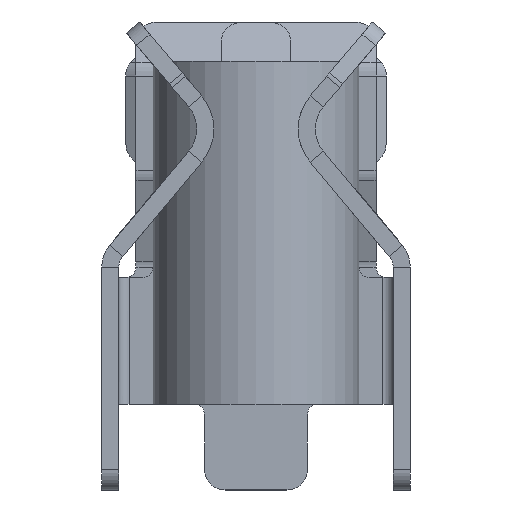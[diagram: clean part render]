
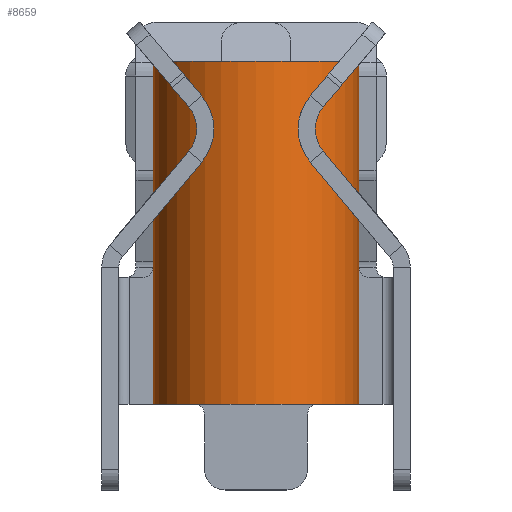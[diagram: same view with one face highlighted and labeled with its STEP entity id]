
A CAD part, front view. The second image highlights one B-rep face of the part: STEP entity #8659.
In plain terms, the highlighted cylindrical face has radius 3 mm (diameter 6 mm), a partial arc.
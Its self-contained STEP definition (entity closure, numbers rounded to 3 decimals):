
#26 = EDGE_CURVE ( 'NONE', #10938, #6779, #8377, .T. ) ;
#46 = DIRECTION ( 'NONE',  ( 0., 0., -1. ) ) ;
#940 = DIRECTION ( 'NONE',  ( -1., 0., 0. ) ) ;
#1555 = DIRECTION ( 'NONE',  ( -1., 0., 0. ) ) ;
#1590 = EDGE_CURVE ( 'NONE', #3582, #6779, #7785, .T. ) ;
#1654 = EDGE_LOOP ( 'NONE', ( #10825, #8342, #7163, #3357 ) ) ;
#1758 = EDGE_CURVE ( 'NONE', #4724, #3582, #2050, .T. ) ;
#1805 = CARTESIAN_POINT ( 'NONE',  ( -3., -6.952, 10. ) ) ;
#1882 = CARTESIAN_POINT ( 'NONE',  ( 0., -6.952, 10. ) ) ;
#2018 = LINE ( 'NONE', #6571, #3665 ) ;
#2050 = CIRCLE ( 'NONE', #3414, 3. ) ;
#2100 = DIRECTION ( 'NONE',  ( -1., 0., 0. ) ) ;
#2170 = CARTESIAN_POINT ( 'NONE',  ( 0., -6.952, 0. ) ) ;
#2264 = CARTESIAN_POINT ( 'NONE',  ( 3., -6.952, 10. ) ) ;
#3070 = DIRECTION ( 'NONE',  ( 0., 0., -1. ) ) ;
#3295 = AXIS2_PLACEMENT_3D ( 'NONE', #3442, #4360, #1555 ) ;
#3338 = CYLINDRICAL_SURFACE ( 'NONE', #3295, 3. ) ;
#3357 = ORIENTED_EDGE ( 'NONE', *, *, #26, .F. ) ;
#3414 = AXIS2_PLACEMENT_3D ( 'NONE', #1882, #46, #940 ) ;
#3442 = CARTESIAN_POINT ( 'NONE',  ( 0., -6.952, 10. ) ) ;
#3582 = VERTEX_POINT ( 'NONE', #1805 ) ;
#3665 = VECTOR ( 'NONE', #8322, 1000. ) ;
#4360 = DIRECTION ( 'NONE',  ( 0., 0., -1. ) ) ;
#4724 = VERTEX_POINT ( 'NONE', #2264 ) ;
#4733 = EDGE_CURVE ( 'NONE', #4724, #10938, #2018, .T. ) ;
#6195 = CARTESIAN_POINT ( 'NONE',  ( 3., -6.952, 0. ) ) ;
#6571 = CARTESIAN_POINT ( 'NONE',  ( 3., -6.952, 10. ) ) ;
#6779 = VERTEX_POINT ( 'NONE', #9902 ) ;
#7163 = ORIENTED_EDGE ( 'NONE', *, *, #1590, .T. ) ;
#7785 = LINE ( 'NONE', #8843, #9574 ) ;
#7998 = DIRECTION ( 'NONE',  ( 0., 0., -1. ) ) ;
#8322 = DIRECTION ( 'NONE',  ( 0., 0., -1. ) ) ;
#8342 = ORIENTED_EDGE ( 'NONE', *, *, #1758, .T. ) ;
#8377 = CIRCLE ( 'NONE', #10847, 3. ) ;
#8659 = ADVANCED_FACE ( 'NONE', ( #9070 ), #3338, .T. ) ;
#8843 = CARTESIAN_POINT ( 'NONE',  ( -3., -6.952, 10. ) ) ;
#9070 = FACE_OUTER_BOUND ( 'NONE', #1654, .T. ) ;
#9574 = VECTOR ( 'NONE', #7998, 1000. ) ;
#9902 = CARTESIAN_POINT ( 'NONE',  ( -3., -6.952, 0. ) ) ;
#10825 = ORIENTED_EDGE ( 'NONE', *, *, #4733, .F. ) ;
#10847 = AXIS2_PLACEMENT_3D ( 'NONE', #2170, #3070, #2100 ) ;
#10938 = VERTEX_POINT ( 'NONE', #6195 ) ;
